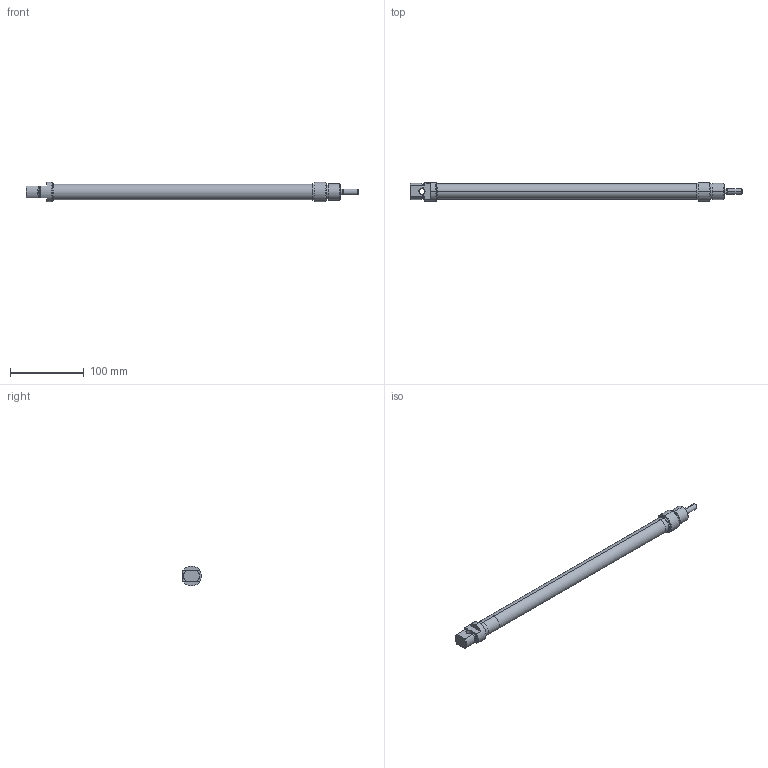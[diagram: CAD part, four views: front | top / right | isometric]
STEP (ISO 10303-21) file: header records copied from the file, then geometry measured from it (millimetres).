
FILE_DESCRIPTION (( 'STEP AP214' ), '1' );
FILE_NAME ('PM 20-320 CYLINDER.STEP', '2010-08-05T07:02:28', ( '' ), ( '' ), 'SwSTEP 2.0', 'SolidWorks 2010', '' );
FILE_SCHEMA (( 'AUTOMOTIVE_DESIGN' ));
Length unit declared in the file: millimetre
Products named in the file (5): 20  ARKA KAPAK; 20  Boru; 20  烰   KAPAK; 20  MÝller; PM  20-320 CYLINDER
Assembly tree (4 placements, depth 2):
  PM  20-320 CYLINDER
    20  ARKA KAPAK
    20  Boru
    20  烰   KAPAK
    20  MÝller
Bounding box: 451 x 25.5 x 27 mm (x, y, z)
Volume: 70809.7 mm3; surface area: 67746.7 mm2
Topology: 4 solids, 4 shells, 123 faces, 284 edges, 178 vertices
Faces by surface type: cylinder 47, cone 40, plane 36
Entity records: 3937 total; most frequent: CARTESIAN_POINT 770, DIRECTION 654, ORIENTED_EDGE 568, EDGE_CURVE 284, AXIS2_PLACEMENT_3D 270, VERTEX_POINT 178, CIRCLE 140, EDGE_LOOP 140
